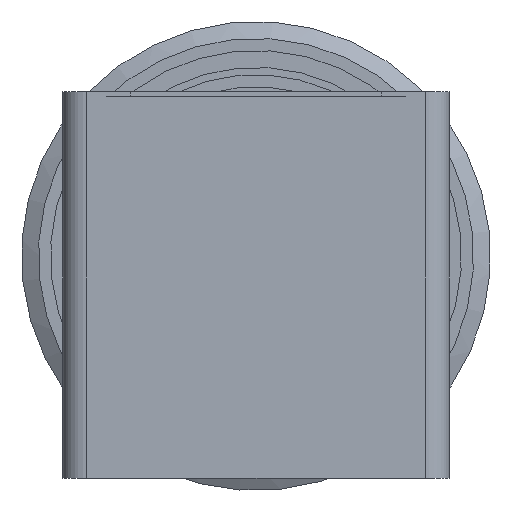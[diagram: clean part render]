
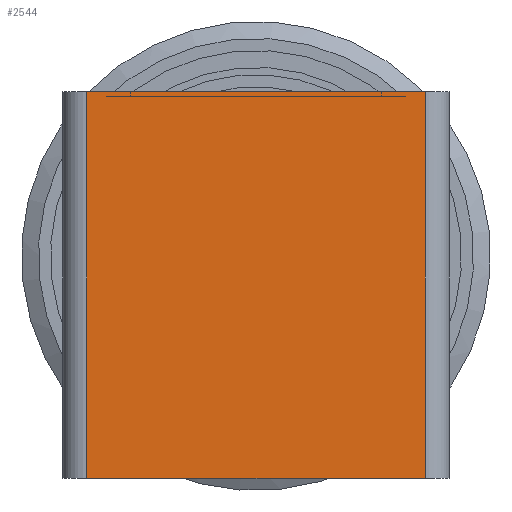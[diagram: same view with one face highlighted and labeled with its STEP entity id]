
A CAD part, left-side view. The second image highlights one B-rep face of the part: STEP entity #2544.
In plain terms, the highlighted planar face has unit normal (-1, 0, 0).
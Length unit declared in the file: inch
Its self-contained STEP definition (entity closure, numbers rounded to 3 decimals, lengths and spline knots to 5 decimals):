
#12 = EDGE_CURVE ( 'NONE', #3707, #2932, #1168, .T. ) ;
#18 = ORIENTED_EDGE ( 'NONE', *, *, #1769, .F. ) ;
#34 = FACE_OUTER_BOUND ( 'NONE', #4114, .T. ) ;
#111 = CARTESIAN_POINT ( 'NONE',  ( 0., 0.1378, 0.15748 ) ) ;
#225 = CARTESIAN_POINT ( 'NONE',  ( 0., -0.1378, -0.15748 ) ) ;
#248 = CARTESIAN_POINT ( 'NONE',  ( 0., -0.1378, -0.15748 ) ) ;
#448 = LINE ( 'NONE', #2104, #1107 ) ;
#556 = VECTOR ( 'NONE', #1460, 39.37008 ) ;
#1080 = CARTESIAN_POINT ( 'NONE',  ( 0., 0.1378, -0.15748 ) ) ;
#1107 = VECTOR ( 'NONE', #1820, 39.37008 ) ;
#1168 = LINE ( 'NONE', #2516, #2246 ) ;
#1192 = VERTEX_POINT ( 'NONE', #1080 ) ;
#1275 = CARTESIAN_POINT ( 'NONE',  ( 0., 0.1378, 0.15748 ) ) ;
#1297 = DIRECTION ( 'NONE',  ( 0., 0., -1. ) ) ;
#1460 = DIRECTION ( 'NONE',  ( 0., -1., 0. ) ) ;
#1530 = DIRECTION ( 'NONE',  ( 0., 0., -1. ) ) ;
#1595 = ORIENTED_EDGE ( 'NONE', *, *, #2512, .T. ) ;
#1769 = EDGE_CURVE ( 'NONE', #3770, #3707, #3124, .T. ) ;
#1820 = DIRECTION ( 'NONE',  ( 0., 0., 1. ) ) ;
#1993 = PLANE ( 'NONE',  #2066 ) ;
#2066 = AXIS2_PLACEMENT_3D ( 'NONE', #1275, #2620, #1297 ) ;
#2089 = ORIENTED_EDGE ( 'NONE', *, *, #12, .F. ) ;
#2104 = CARTESIAN_POINT ( 'NONE',  ( 0., 0.1378, 0.15748 ) ) ;
#2230 = LINE ( 'NONE', #248, #3685 ) ;
#2246 = VECTOR ( 'NONE', #1530, 39.37008 ) ;
#2472 = CARTESIAN_POINT ( 'NONE',  ( 0., 0.1378, 0.15748 ) ) ;
#2512 = EDGE_CURVE ( 'NONE', #1192, #2932, #2230, .T. ) ;
#2516 = CARTESIAN_POINT ( 'NONE',  ( 0., -0.1378, 0.15748 ) ) ;
#2544 = ADVANCED_FACE ( 'NONE', ( #34 ), #1993, .F. ) ;
#2620 = DIRECTION ( 'NONE',  ( 1., 0., 0. ) ) ;
#2932 = VERTEX_POINT ( 'NONE', #225 ) ;
#3124 = LINE ( 'NONE', #111, #556 ) ;
#3230 = DIRECTION ( 'NONE',  ( 0., -1., 0. ) ) ;
#3656 = CARTESIAN_POINT ( 'NONE',  ( 0., -0.1378, 0.15748 ) ) ;
#3685 = VECTOR ( 'NONE', #3230, 39.37008 ) ;
#3707 = VERTEX_POINT ( 'NONE', #3656 ) ;
#3770 = VERTEX_POINT ( 'NONE', #2472 ) ;
#3906 = EDGE_CURVE ( 'NONE', #1192, #3770, #448, .T. ) ;
#3919 = ORIENTED_EDGE ( 'NONE', *, *, #3906, .F. ) ;
#4114 = EDGE_LOOP ( 'NONE', ( #2089, #18, #3919, #1595 ) ) ;
